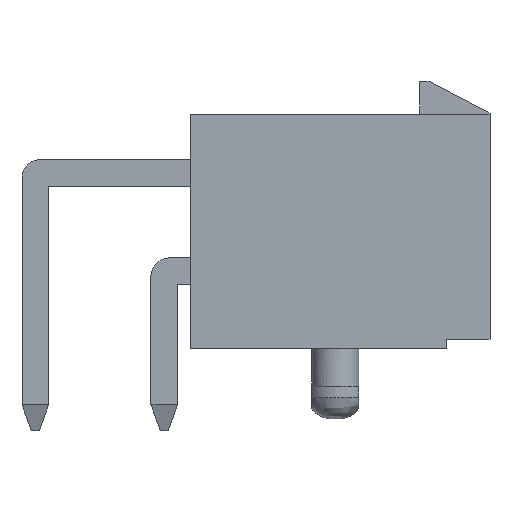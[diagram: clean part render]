
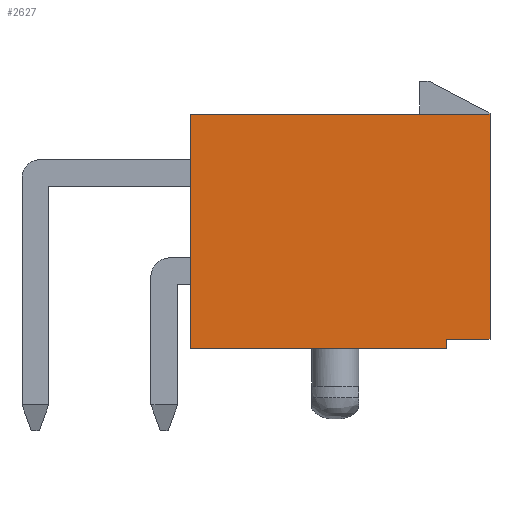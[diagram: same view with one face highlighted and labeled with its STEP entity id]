
A CAD part, left-side view. The second image highlights one B-rep face of the part: STEP entity #2627.
In plain terms, the highlighted planar face has unit normal (-1, 0, 0).
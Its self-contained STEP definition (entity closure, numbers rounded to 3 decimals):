
#305=ORIENTED_EDGE('',*,*,#949,.T.);
#306=ORIENTED_EDGE('',*,*,#1020,.T.);
#307=ORIENTED_EDGE('',*,*,#919,.T.);
#308=ORIENTED_EDGE('',*,*,#1022,.T.);
#309=ORIENTED_EDGE('',*,*,#1023,.T.);
#310=ORIENTED_EDGE('',*,*,#891,.T.);
#891=EDGE_CURVE('',#1253,#1252,#1478,.T.);
#919=EDGE_CURVE('',#1280,#1281,#1506,.T.);
#949=EDGE_CURVE('',#1252,#1308,#1535,.T.);
#1020=EDGE_CURVE('',#1308,#1280,#1605,.T.);
#1022=EDGE_CURVE('',#1281,#1371,#1607,.T.);
#1023=EDGE_CURVE('',#1371,#1253,#1608,.T.);
#1252=VERTEX_POINT('',#3949);
#1253=VERTEX_POINT('',#3951);
#1280=VERTEX_POINT('',#4009);
#1281=VERTEX_POINT('',#4010);
#1308=VERTEX_POINT('',#4067);
#1371=VERTEX_POINT('',#4214);
#1478=LINE('',#3950,#1821);
#1506=LINE('',#4008,#1849);
#1535=LINE('',#4068,#1878);
#1605=LINE('',#4209,#1948);
#1607=LINE('',#4213,#1950);
#1608=LINE('',#4215,#1951);
#1821=VECTOR('',#2979,1000.);
#1849=VECTOR('',#3013,1000.);
#1878=VECTOR('',#3046,1000.);
#1948=VECTOR('',#3134,1000.);
#1950=VECTOR('',#3140,1000.);
#1951=VECTOR('',#3141,1000.);
#2179=EDGE_LOOP('',(#305,#306,#307,#308,#309,#310));
#2346=FACE_BOUND('',#2179,.T.);
#2488=PLANE('',#2806);
#2627=ADVANCED_FACE('',(#2346),#2488,.T.);
#2806=AXIS2_PLACEMENT_3D('',#4212,#3138,#3139);
#2979=DIRECTION('',(0.,-1.,0.));
#3013=DIRECTION('',(0.,0.,-1.));
#3046=DIRECTION('',(0.,0.,1.));
#3134=DIRECTION('',(0.,1.,0.));
#3138=DIRECTION('',(-1.,0.,0.));
#3139=DIRECTION('',(0.,0.,1.));
#3140=DIRECTION('',(0.,-1.,0.));
#3141=DIRECTION('',(0.,0.,1.));
#3949=CARTESIAN_POINT('',(-4.8,-6.4,-4.8));
#3950=CARTESIAN_POINT('',(-4.8,6.4,-4.8));
#3951=CARTESIAN_POINT('',(-4.8,-4.55,-4.8));
#4008=CARTESIAN_POINT('',(-4.8,6.4,4.8));
#4009=CARTESIAN_POINT('',(-4.8,6.4,4.8));
#4010=CARTESIAN_POINT('',(-4.8,6.4,-5.2));
#4067=CARTESIAN_POINT('',(-4.8,-6.4,4.8));
#4068=CARTESIAN_POINT('',(-4.8,-6.4,-4.8));
#4209=CARTESIAN_POINT('',(-4.8,-6.4,4.8));
#4212=CARTESIAN_POINT('',(-4.8,0.,0.));
#4213=CARTESIAN_POINT('',(-4.8,6.4,-5.2));
#4214=CARTESIAN_POINT('',(-4.8,-4.55,-5.2));
#4215=CARTESIAN_POINT('',(-4.8,-4.55,-5.2));
